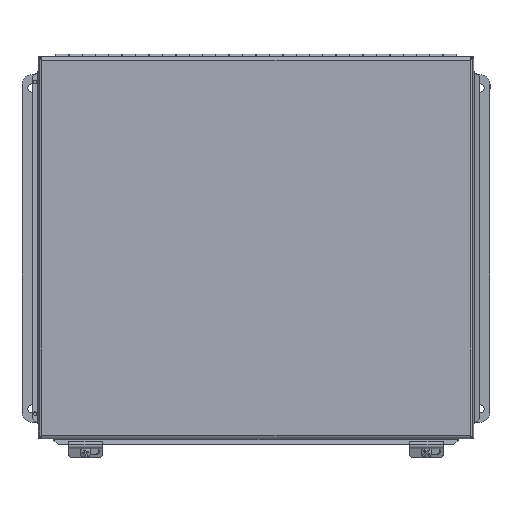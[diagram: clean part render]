
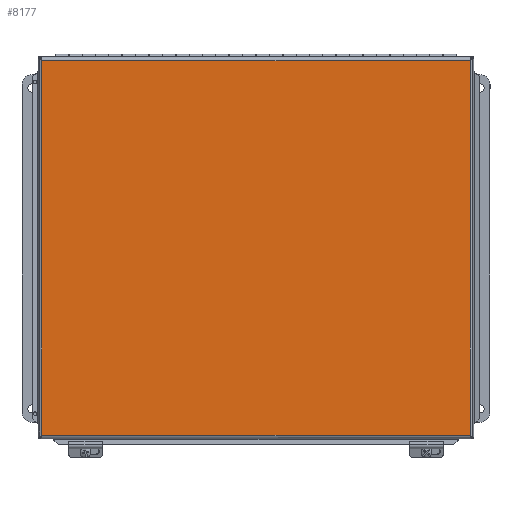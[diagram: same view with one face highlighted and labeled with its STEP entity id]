
A CAD part, top view. The second image highlights one B-rep face of the part: STEP entity #8177.
In plain terms, the highlighted planar face has unit normal (0, 0, 1).
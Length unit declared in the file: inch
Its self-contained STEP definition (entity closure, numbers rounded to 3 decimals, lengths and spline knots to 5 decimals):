
#794=FACE_OUTER_BOUND('',#1245,.T.);
#1245=EDGE_LOOP('',(#5755,#5756,#5757,#5758));
#1738=LINE('',#11993,#2576);
#1778=LINE('',#12261,#2616);
#1881=LINE('',#12661,#2719);
#1882=LINE('',#12663,#2720);
#2576=VECTOR('',#9535,0.3937);
#2616=VECTOR('',#9599,0.3937);
#2719=VECTOR('',#9870,0.3937);
#2720=VECTOR('',#9873,0.3937);
#3349=VERTEX_POINT('',#11714);
#3380=VERTEX_POINT('',#11862);
#3408=VERTEX_POINT('',#11992);
#3428=VERTEX_POINT('',#12174);
#4152=EDGE_CURVE('',#3408,#3380,#1738,.T.);
#4203=EDGE_CURVE('',#3349,#3428,#1778,.T.);
#4336=EDGE_CURVE('',#3380,#3349,#1881,.T.);
#4337=EDGE_CURVE('',#3428,#3408,#1882,.T.);
#5755=ORIENTED_EDGE('',*,*,#4336,.T.);
#5756=ORIENTED_EDGE('',*,*,#4203,.T.);
#5757=ORIENTED_EDGE('',*,*,#4337,.T.);
#5758=ORIENTED_EDGE('',*,*,#4152,.T.);
#7551=PLANE('',#8853);
#8177=ADVANCED_FACE('',(#794),#7551,.T.);
#8853=AXIS2_PLACEMENT_3D('',#12664,#9874,#9875);
#9535=DIRECTION('',(0.,-1.,0.));
#9599=DIRECTION('',(0.,1.,0.));
#9870=DIRECTION('',(1.,0.,0.));
#9873=DIRECTION('',(-1.,0.,0.));
#9874=DIRECTION('center_axis',(0.,0.,1.));
#9875=DIRECTION('ref_axis',(1.,0.,0.));
#11714=CARTESIAN_POINT('',(7.0035,-8.0035,0.059));
#11862=CARTESIAN_POINT('',(-7.0035,-8.0035,0.059));
#11992=CARTESIAN_POINT('',(-7.0035,8.0035,0.059));
#11993=CARTESIAN_POINT('',(-7.0035,4.00175,0.059));
#12174=CARTESIAN_POINT('',(7.0035,8.0035,0.059));
#12261=CARTESIAN_POINT('',(7.0035,-4.00175,0.059));
#12661=CARTESIAN_POINT('',(-3.50175,-8.0035,0.059));
#12663=CARTESIAN_POINT('',(3.50175,8.0035,0.059));
#12664=CARTESIAN_POINT('Origin',(0.,0.,0.059));
